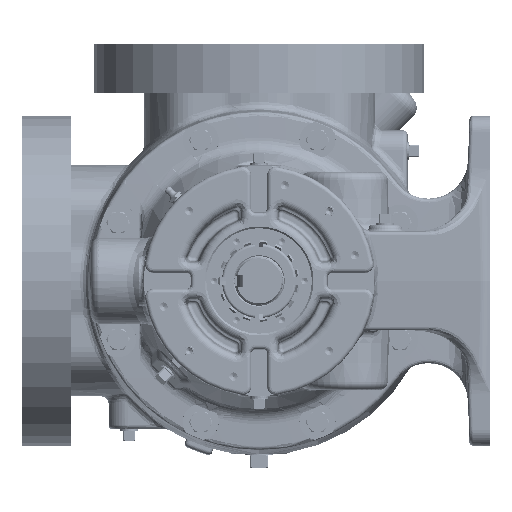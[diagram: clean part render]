
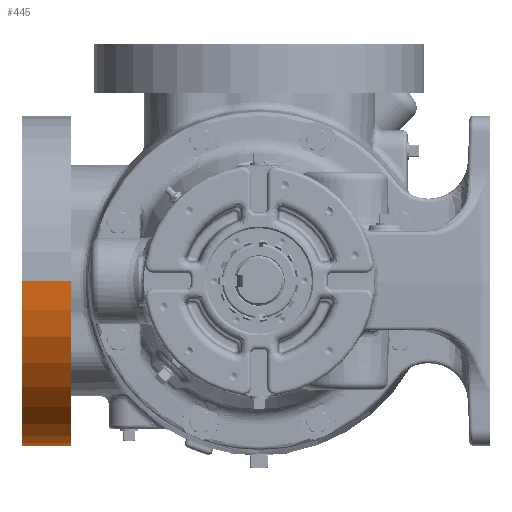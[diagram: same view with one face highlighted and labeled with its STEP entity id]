
A CAD part, left-side view. The second image highlights one B-rep face of the part: STEP entity #445.
In plain terms, the highlighted cylindrical face has radius 127 mm (diameter 254 mm), a partial arc.
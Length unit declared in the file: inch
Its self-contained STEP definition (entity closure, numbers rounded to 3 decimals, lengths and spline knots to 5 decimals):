
#445 = ADVANCED_FACE ( 'NONE', ( #242399 ), #25947, .T. ) ;
#1200 = CARTESIAN_POINT ( 'NONE',  ( 4.513, 4.89607, 0. ) ) ;
#23957 = DIRECTION ( 'NONE',  ( 0., -1., 0. ) ) ;
#25947 = CYLINDRICAL_SURFACE ( 'NONE', #46576, 5. ) ;
#27440 = CARTESIAN_POINT ( 'NONE',  ( 4.513, 7.1875, 0. ) ) ;
#46576 = AXIS2_PLACEMENT_3D ( 'NONE', #1200, #135916, #297510 ) ;
#49525 = VECTOR ( 'NONE', #307922, 39.37008 ) ;
#56259 = DIRECTION ( 'NONE',  ( 0., -1., 0. ) ) ;
#64754 = ORIENTED_EDGE ( 'NONE', *, *, #174308, .F. ) ;
#75118 = CIRCLE ( 'NONE', #194426, 5. ) ;
#78986 = CARTESIAN_POINT ( 'NONE',  ( 9.513, 4.89607, 0. ) ) ;
#89539 = CARTESIAN_POINT ( 'NONE',  ( -0.487, 4.89607, 0. ) ) ;
#92332 = EDGE_CURVE ( 'NONE', #142398, #189670, #130593, .T. ) ;
#107764 = DIRECTION ( 'NONE',  ( -1., 0., 0. ) ) ;
#109848 = VECTOR ( 'NONE', #267228, 39.37008 ) ;
#116268 = LINE ( 'NONE', #89539, #49525 ) ;
#119739 = EDGE_LOOP ( 'NONE', ( #342627, #240265, #167646, #64754 ) ) ;
#130593 = LINE ( 'NONE', #78986, #109848 ) ;
#135916 = DIRECTION ( 'NONE',  ( 0., -1., 0. ) ) ;
#142398 = VERTEX_POINT ( 'NONE', #335129 ) ;
#157290 = VERTEX_POINT ( 'NONE', #297957 ) ;
#167646 = ORIENTED_EDGE ( 'NONE', *, *, #178981, .F. ) ;
#171300 = VERTEX_POINT ( 'NONE', #339960 ) ;
#174308 = EDGE_CURVE ( 'NONE', #171300, #157290, #116268, .T. ) ;
#178981 = EDGE_CURVE ( 'NONE', #157290, #189670, #75118, .T. ) ;
#189670 = VERTEX_POINT ( 'NONE', #248708 ) ;
#194426 = AXIS2_PLACEMENT_3D ( 'NONE', #217826, #56259, #107764 ) ;
#217826 = CARTESIAN_POINT ( 'NONE',  ( 4.513, 5.6875, 0. ) ) ;
#220170 = EDGE_CURVE ( 'NONE', #171300, #142398, #281249, .T. ) ;
#240265 = ORIENTED_EDGE ( 'NONE', *, *, #92332, .T. ) ;
#242160 = DIRECTION ( 'NONE',  ( -1., 0., 0. ) ) ;
#242399 = FACE_OUTER_BOUND ( 'NONE', #119739, .T. ) ;
#248708 = CARTESIAN_POINT ( 'NONE',  ( 9.513, 5.6875, 0. ) ) ;
#252756 = AXIS2_PLACEMENT_3D ( 'NONE', #27440, #23957, #242160 ) ;
#267228 = DIRECTION ( 'NONE',  ( 0., -1., 0. ) ) ;
#281249 = CIRCLE ( 'NONE', #252756, 5. ) ;
#297510 = DIRECTION ( 'NONE',  ( -1., 0., 0. ) ) ;
#297957 = CARTESIAN_POINT ( 'NONE',  ( -0.487, 5.6875, 0. ) ) ;
#307922 = DIRECTION ( 'NONE',  ( 0., -1., 0. ) ) ;
#335129 = CARTESIAN_POINT ( 'NONE',  ( 9.513, 7.1875, 0. ) ) ;
#339960 = CARTESIAN_POINT ( 'NONE',  ( -0.487, 7.1875, 0. ) ) ;
#342627 = ORIENTED_EDGE ( 'NONE', *, *, #220170, .T. ) ;
